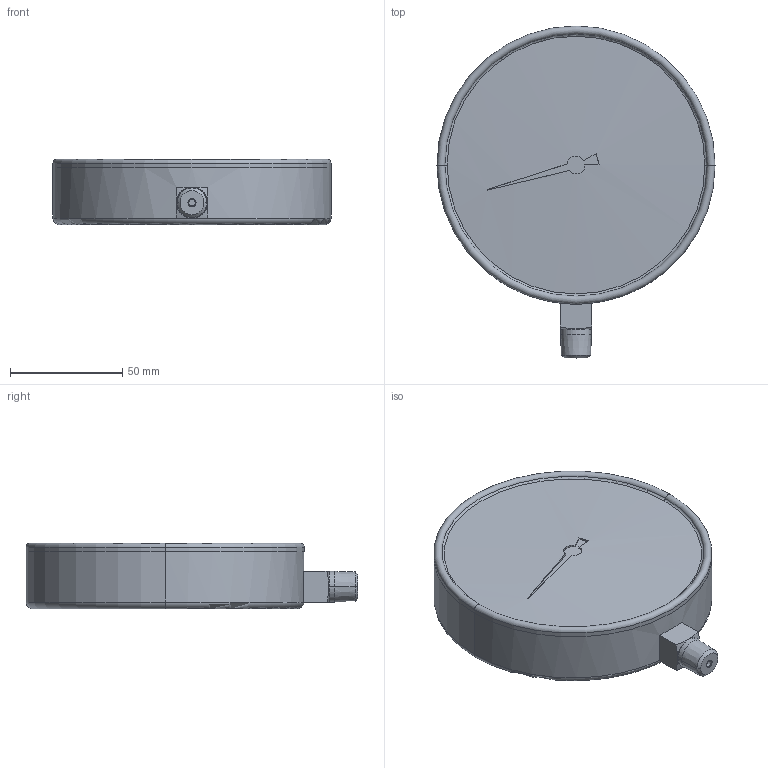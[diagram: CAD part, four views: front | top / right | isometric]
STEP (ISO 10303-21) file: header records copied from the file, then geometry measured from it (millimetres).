
FILE_DESCRIPTION (( 'STEP AP203' ), '1' );
FILE_NAME ('76250394.step', '2025-11-06T19:38:14', ( '' ), ( '' ), 'SwSTEP 2.0', 'SolidWorks 2024', '' );
FILE_SCHEMA (( 'CONFIG_CONTROL_DESIGN' ));
Length unit declared in the file: inch
Products named in the file (1): 76250394
Bounding box: 124 x 148 x 29.2 mm (x, y, z)
Volume: 340485.4 mm3; surface area: 61150 mm2
Topology: 5 solids, 5 shells, 183 faces, 469 edges, 296 vertices
Faces by surface type: plane 78, cylinder 61, cone 22, torus 14, bspline 6, sphere 2
Entity records: 5988 total; most frequent: CARTESIAN_POINT 1583, ORIENTED_EDGE 920, DIRECTION 895, EDGE_CURVE 460, AXIS2_PLACEMENT_3D 359, VERTEX_POINT 295, EDGE_LOOP 191, ADVANCED_FACE 183
